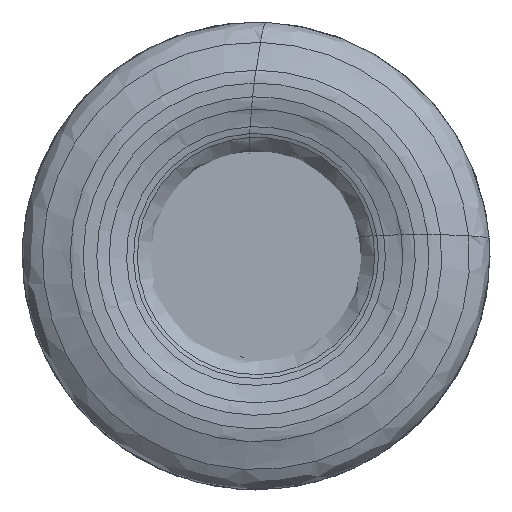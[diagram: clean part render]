
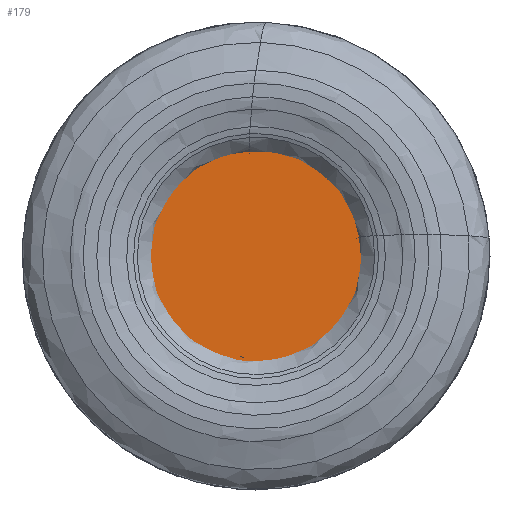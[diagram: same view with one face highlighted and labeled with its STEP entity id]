
A CAD part, left-side view. The second image highlights one B-rep face of the part: STEP entity #179.
In plain terms, the highlighted planar face has unit normal (-1, 0, 0).
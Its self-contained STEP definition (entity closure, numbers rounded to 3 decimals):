
#33=PLANE('',#945);
#179=ADVANCED_FACE('',(#287),#33,.F.);
#287=FACE_OUTER_BOUND('',#345,.T.);
#345=EDGE_LOOP('',(#567));
#567=ORIENTED_EDGE('',*,*,#752,.T.);
#641=VERTEX_POINT('',#2378);
#752=EDGE_CURVE('',#641,#641,#845,.T.);
#845=CIRCLE('',#944,8.153);
#944=AXIS2_PLACEMENT_3D('',#2377,#1155,#1156);
#945=AXIS2_PLACEMENT_3D('',#2379,#1157,#1158);
#1155=DIRECTION('',(-1.,0.,0.));
#1156=DIRECTION('',(0.,0.,1.));
#1157=DIRECTION('',(1.,0.,0.));
#1158=DIRECTION('',(0.,0.,-1.));
#2377=CARTESIAN_POINT('',(1.8,0.,0.));
#2378=CARTESIAN_POINT('',(1.8,0.,8.153));
#2379=CARTESIAN_POINT('',(1.8,0.,0.));
